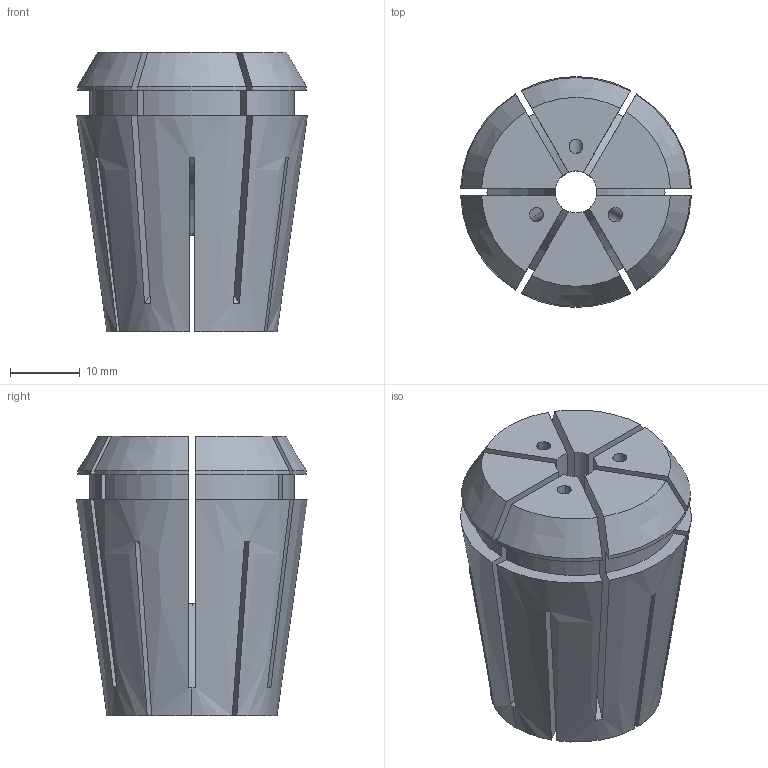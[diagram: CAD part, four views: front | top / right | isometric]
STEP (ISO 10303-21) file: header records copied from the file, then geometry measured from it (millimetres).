
FILE_DESCRIPTION (( 'STEP AP203' ), '1' );
FILE_NAME ('STP-5250-112-032-006-0(04433-06).STEP', '2021-09-23T10:52:35', ( '' ), ( '' ), 'SwSTEP 2.0', 'SolidWorks 2017', '' );
FILE_SCHEMA (( 'CONFIG_CONTROL_DESIGN' ));
Length unit declared in the file: millimetre
Products named in the file (1): STP-5250-112-032-006-0(04433-06)
Bounding box: 32.99 x 33 x 40 mm (x, y, z)
Volume: 21743.3 mm3; surface area: 12822.4 mm2
Topology: 1 solids, 1 shells, 112 faces, 342 edges, 228 vertices
Faces by surface type: plane 55, cylinder 49, cone 8
Entity records: 4125 total; most frequent: CARTESIAN_POINT 1053, ORIENTED_EDGE 684, DIRECTION 584, EDGE_CURVE 342, VERTEX_POINT 228, AXIS2_PLACEMENT_3D 223, VECTOR 138, LINE 138
